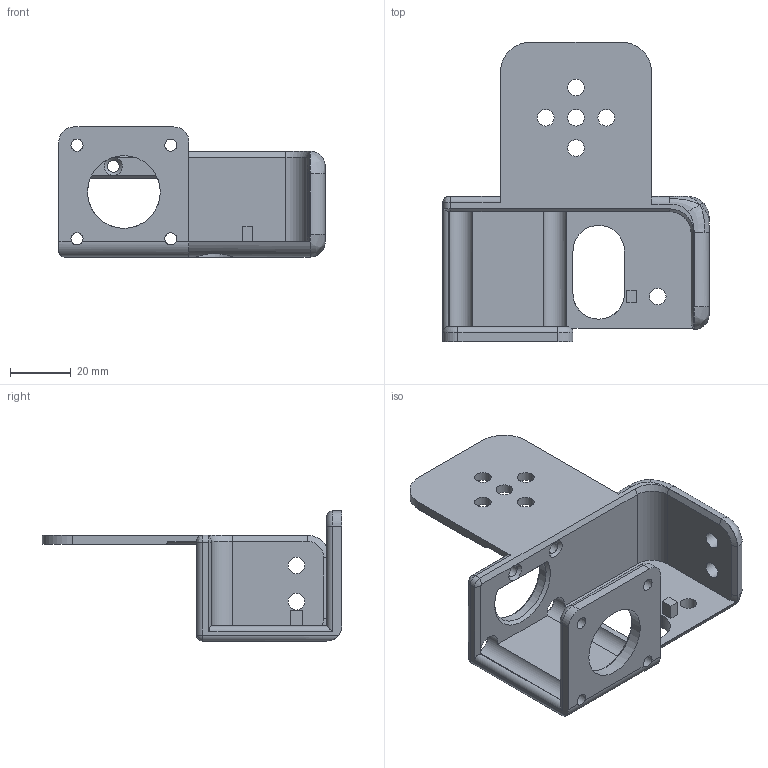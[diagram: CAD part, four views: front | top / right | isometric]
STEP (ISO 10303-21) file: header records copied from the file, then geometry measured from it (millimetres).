
FILE_DESCRIPTION(/* description */ (''),/* implementation_level */ '2;1');
FILE_NAME(/* name */ '21_ATC_X_to_Y_Axis_Holder.step',/* time_stamp */ '2021-01-21T13:48:43+01:00',/* author */ (''),/* organization */ (''),/* preprocessor_version */ 'ST-DEVELOPER v18.1',/* originating_system */ 'Autodesk Translation Framework v9.7.1.1290',/* authorisation */ '');
FILE_SCHEMA (('AUTOMOTIVE_DESIGN { 1 0 10303 214 3 1 1 }'));
Length unit declared in the file: millimetre
Products named in the file (1): ATC_X_to_Y_Axis_Holder_DOWN
Bounding box: 88 x 99 x 43 mm (x, y, z)
Volume: 44739.9 mm3; surface area: 24283 mm2
Topology: 1 solids, 1 shells, 125 faces, 355 edges, 220 vertices
Faces by surface type: cylinder 44, plane 39, bspline 21, cone 16, torus 4, sphere 1
Full cylindrical faces by diameter (mm): 4 x6, 5.5 x8, 8 x2, 24 x1
Entity records: 6008 total; most frequent: CARTESIAN_POINT 2709, ORIENTED_EDGE 710, DIRECTION 659, EDGE_CURVE 355, AXIS2_PLACEMENT_3D 247, VERTEX_POINT 220, LINE 165, VECTOR 165
